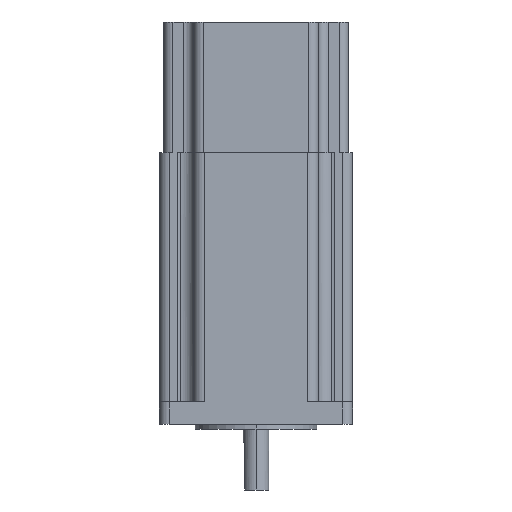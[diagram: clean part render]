
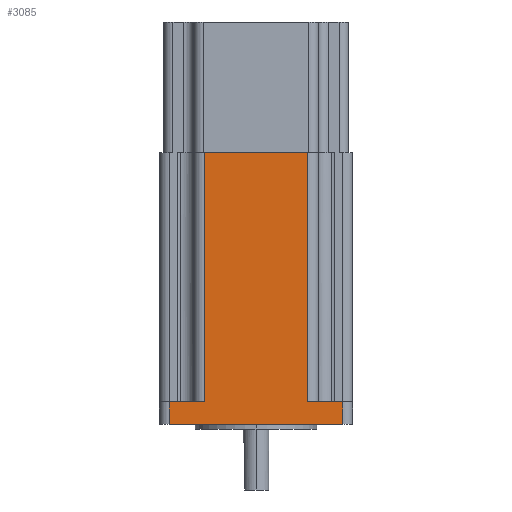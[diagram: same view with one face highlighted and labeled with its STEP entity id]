
A CAD part, left-side view. The second image highlights one B-rep face of the part: STEP entity #3085.
In plain terms, the highlighted planar face has unit normal (-1, 0, 0).
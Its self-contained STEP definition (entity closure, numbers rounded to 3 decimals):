
#37 = PLANE ( 'NONE',  #3156 ) ;
#68 = DIRECTION ( 'NONE',  ( 1., 0., 0. ) ) ;
#69 = DIRECTION ( 'NONE',  ( 0., 1., 0. ) ) ;
#154 = CARTESIAN_POINT ( 'NONE',  ( -30.25, 27.25, 85. ) ) ;
#176 = CARTESIAN_POINT ( 'NONE',  ( -30.25, 27.25, 0. ) ) ;
#178 = CARTESIAN_POINT ( 'NONE',  ( -30.25, 27.25, 85. ) ) ;
#179 = DIRECTION ( 'NONE',  ( 0., -1., 0. ) ) ;
#203 = VECTOR ( 'NONE', #2043, 1000. ) ;
#247 = DIRECTION ( 'NONE',  ( 0., -1., 0. ) ) ;
#262 = VECTOR ( 'NONE', #2046, 1000. ) ;
#355 = VECTOR ( 'NONE', #1909, 1000. ) ;
#358 = VECTOR ( 'NONE', #1919, 1000. ) ;
#365 = VECTOR ( 'NONE', #1935, 1000. ) ;
#367 = VECTOR ( 'NONE', #1891, 1000. ) ;
#1004 = ORIENTED_EDGE ( 'NONE', *, *, #2974, .F. ) ;
#1005 = ORIENTED_EDGE ( 'NONE', *, *, #3123, .F. ) ;
#1006 = ORIENTED_EDGE ( 'NONE', *, *, #2971, .T. ) ;
#1007 = ORIENTED_EDGE ( 'NONE', *, *, #2946, .T. ) ;
#1008 = ORIENTED_EDGE ( 'NONE', *, *, #2947, .F. ) ;
#1009 = ORIENTED_EDGE ( 'NONE', *, *, #3099, .T. ) ;
#1010 = ORIENTED_EDGE ( 'NONE', *, *, #2976, .F. ) ;
#1012 = ORIENTED_EDGE ( 'NONE', *, *, #2979, .T. ) ;
#1122 = EDGE_LOOP ( 'NONE', ( #1005, #1006, #1004, #1007, #1009, #1008, #1010, #1012 ) ) ;
#1329 = LINE ( 'NONE', #2042, #203 ) ;
#1330 = LINE ( 'NONE', #2044, #262 ) ;
#1353 = LINE ( 'NONE', #1921, #358 ) ;
#1355 = LINE ( 'NONE', #1937, #365 ) ;
#1358 = LINE ( 'NONE', #1892, #367 ) ;
#1359 = LINE ( 'NONE', #1912, #355 ) ;
#1470 = FACE_OUTER_BOUND ( 'NONE', #1122, .T. ) ;
#1490 = LINE ( 'NONE', #176, #2830 ) ;
#1509 = LINE ( 'NONE', #154, #2863 ) ;
#1891 = DIRECTION ( 'NONE',  ( 0., 0., 1. ) ) ;
#1892 = CARTESIAN_POINT ( 'NONE',  ( -30.25, -16.275, 85. ) ) ;
#1909 = DIRECTION ( 'NONE',  ( 0., -1., 0. ) ) ;
#1912 = CARTESIAN_POINT ( 'NONE',  ( -30.25, -19.575, 7. ) ) ;
#1919 = DIRECTION ( 'NONE',  ( 0., -1., 0. ) ) ;
#1921 = CARTESIAN_POINT ( 'NONE',  ( -30.25, 27.25, 7. ) ) ;
#1935 = DIRECTION ( 'NONE',  ( 0., 0., -1. ) ) ;
#1937 = CARTESIAN_POINT ( 'NONE',  ( -30.25, 16.275, 85. ) ) ;
#2014 = CARTESIAN_POINT ( 'NONE',  ( -30.25, 16.275, 7. ) ) ;
#2028 = CARTESIAN_POINT ( 'NONE',  ( -30.25, -27.25, 7. ) ) ;
#2042 = CARTESIAN_POINT ( 'NONE',  ( -30.25, 27.25, 85. ) ) ;
#2043 = DIRECTION ( 'NONE',  ( 0., 0., -1. ) ) ;
#2044 = CARTESIAN_POINT ( 'NONE',  ( -30.25, -27.25, 85. ) ) ;
#2046 = DIRECTION ( 'NONE',  ( 0., 0., -1. ) ) ;
#2114 = CARTESIAN_POINT ( 'NONE',  ( -30.25, -16.275, 85. ) ) ;
#2212 = CARTESIAN_POINT ( 'NONE',  ( -30.25, -16.275, 7. ) ) ;
#2244 = CARTESIAN_POINT ( 'NONE',  ( -30.25, -27.25, 0. ) ) ;
#2246 = CARTESIAN_POINT ( 'NONE',  ( -30.25, 27.25, 0. ) ) ;
#2271 = CARTESIAN_POINT ( 'NONE',  ( -30.25, 16.275, 85. ) ) ;
#2278 = CARTESIAN_POINT ( 'NONE',  ( -30.25, 27.25, 7. ) ) ;
#2322 = VERTEX_POINT ( 'NONE', #2114 ) ;
#2377 = VERTEX_POINT ( 'NONE', #2271 ) ;
#2422 = VERTEX_POINT ( 'NONE', #2278 ) ;
#2435 = VERTEX_POINT ( 'NONE', #2244 ) ;
#2441 = VERTEX_POINT ( 'NONE', #2028 ) ;
#2447 = VERTEX_POINT ( 'NONE', #2246 ) ;
#2452 = VERTEX_POINT ( 'NONE', #2212 ) ;
#2457 = VERTEX_POINT ( 'NONE', #2014 ) ;
#2830 = VECTOR ( 'NONE', #179, 1000. ) ;
#2863 = VECTOR ( 'NONE', #247, 1000. ) ;
#2946 = EDGE_CURVE ( 'NONE', #2422, #2447, #1329, .T. ) ;
#2947 = EDGE_CURVE ( 'NONE', #2441, #2435, #1330, .T. ) ;
#2971 = EDGE_CURVE ( 'NONE', #2377, #2457, #1355, .T. ) ;
#2974 = EDGE_CURVE ( 'NONE', #2422, #2457, #1353, .T. ) ;
#2976 = EDGE_CURVE ( 'NONE', #2452, #2441, #1359, .T. ) ;
#2979 = EDGE_CURVE ( 'NONE', #2452, #2322, #1358, .T. ) ;
#3085 = ADVANCED_FACE ( 'NONE', ( #1470 ), #37, .F. ) ;
#3099 = EDGE_CURVE ( 'NONE', #2447, #2435, #1490, .T. ) ;
#3123 = EDGE_CURVE ( 'NONE', #2377, #2322, #1509, .T. ) ;
#3156 = AXIS2_PLACEMENT_3D ( 'NONE', #178, #68, #69 ) ;
